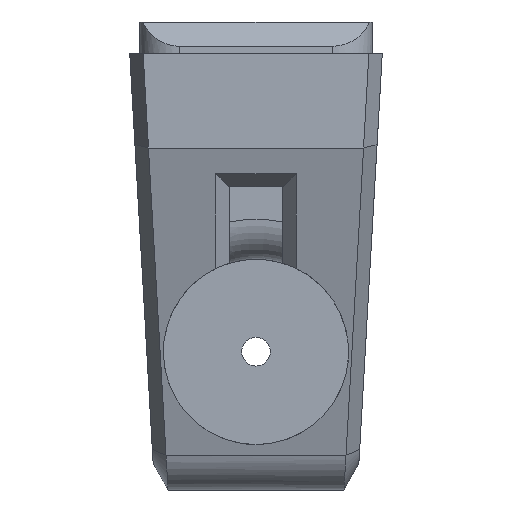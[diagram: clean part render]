
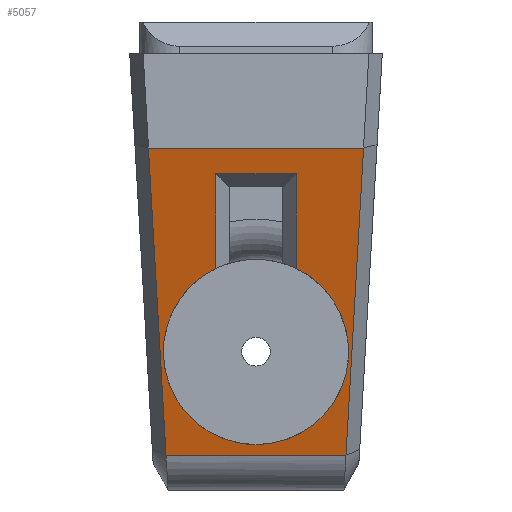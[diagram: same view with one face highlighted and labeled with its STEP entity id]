
A CAD part, front view. The second image highlights one B-rep face of the part: STEP entity #5057.
In plain terms, the highlighted planar face has unit normal (0, -0.966, -0.258).
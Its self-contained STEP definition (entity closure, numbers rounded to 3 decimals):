
#3970=CARTESIAN_POINT('',(-0.,59.895,-84.007));
#3971=VERTEX_POINT('',#3970);
#3980=CARTESIAN_POINT('',(6.05,52.832,-57.593));
#3981=VERTEX_POINT('',#3980);
#3982=CARTESIAN_POINT('',(-0.,59.895,-84.007));
#3983=CARTESIAN_POINT('',(11.076,59.895,-84.007));
#3984=CARTESIAN_POINT('',(13.549,57.008,-73.211));
#3985=CARTESIAN_POINT('',(16.022,54.121,-62.414));
#3986=CARTESIAN_POINT('',(6.05,52.832,-57.593));
#3987=(BOUNDED_CURVE()
B_SPLINE_CURVE(2,(#3982,#3983,#3984,#3985,#3986),.UNSPECIFIED.,.F.,.F.)
B_SPLINE_CURVE_WITH_KNOTS((3,2,3),(180.,257.099,334.199),.UNSPECIFIED.)
CURVE()
GEOMETRIC_REPRESENTATION_ITEM()
RATIONAL_B_SPLINE_CURVE((1.,0.782,1.,0.782,1.))
REPRESENTATION_ITEM(''));
#3988=EDGE_CURVE('',#3971,#3981,#3987,.T.);
#4023=CARTESIAN_POINT('',(-6.05,52.832,-57.593));
#4024=VERTEX_POINT('',#4023);
#4031=CARTESIAN_POINT('',(-6.05,52.832,-57.593));
#4032=CARTESIAN_POINT('',(-16.022,54.121,-62.414));
#4033=CARTESIAN_POINT('',(-13.549,57.008,-73.211));
#4034=CARTESIAN_POINT('',(-11.076,59.895,-84.007));
#4035=CARTESIAN_POINT('',(-0.,59.895,-84.007));
#4036=(BOUNDED_CURVE()
B_SPLINE_CURVE(2,(#4031,#4032,#4033,#4034,#4035),.UNSPECIFIED.,.F.,.F.)
B_SPLINE_CURVE_WITH_KNOTS((3,2,3),(25.801,102.901,180.),.UNSPECIFIED.)
CURVE()
GEOMETRIC_REPRESENTATION_ITEM()
RATIONAL_B_SPLINE_CURVE((1.,0.782,1.,0.782,1.))
REPRESENTATION_ITEM(''));
#4037=EDGE_CURVE('',#4024,#3971,#4036,.T.);
#4976=CARTESIAN_POINT('',(0.,34.935,9.341));
#4977=DIRECTION('',(0.,0.966,0.258));
#4978=DIRECTION('',(0.,-0.258,0.966));
#4979=AXIS2_PLACEMENT_3D('',#4976,#4977,#4978);
#4980=PLANE('',#4979);
#4981=ORIENTED_EDGE('',*,*,#3988,.F.);
#4982=ORIENTED_EDGE('',*,*,#4037,.F.);
#4983=CARTESIAN_POINT('',(-6.05,49.028,-43.368));
#4984=VERTEX_POINT('',#4983);
#4985=CARTESIAN_POINT('',(-6.05,52.832,-57.593));
#4986=DIRECTION('',(0.,-0.258,0.966));
#4987=VECTOR('',#4986,14.725);
#4988=LINE('',#4985,#4987);
#4989=EDGE_CURVE('',#4024,#4984,#4988,.T.);
#4990=ORIENTED_EDGE('',*,*,#4989,.T.);
#4991=CARTESIAN_POINT('',(6.05,49.028,-43.368));
#4992=VERTEX_POINT('',#4991);
#4993=CARTESIAN_POINT('',(-6.05,49.028,-43.368));
#4994=DIRECTION('',(1.,0.,-0.));
#4995=VECTOR('',#4994,12.1);
#4996=LINE('',#4993,#4995);
#4997=EDGE_CURVE('',#4984,#4992,#4996,.T.);
#4998=ORIENTED_EDGE('',*,*,#4997,.T.);
#4999=CARTESIAN_POINT('',(6.05,49.028,-43.368));
#5000=DIRECTION('',(-0.,0.258,-0.966));
#5001=VECTOR('',#5000,14.725);
#5002=LINE('',#4999,#5001);
#5003=EDGE_CURVE('',#4992,#3981,#5002,.T.);
#5004=ORIENTED_EDGE('',*,*,#5003,.T.);
#5005=EDGE_LOOP('',(#4981,#4982,#4990,#4998,#5004));
#5006=FACE_BOUND('',#5005,.T.);
#5007=CARTESIAN_POINT('',(16.128,48.,-39.522));
#5008=VERTEX_POINT('',#5007);
#5009=CARTESIAN_POINT('',(-16.128,48.,-39.522));
#5010=VERTEX_POINT('',#5009);
#5011=CARTESIAN_POINT('',(16.128,48.,-39.522));
#5012=DIRECTION('',(-1.,-0.,0.));
#5013=VECTOR('',#5012,32.256);
#5014=LINE('',#5011,#5013);
#5015=EDGE_CURVE('',#5008,#5010,#5014,.T.);
#5016=ORIENTED_EDGE('',*,*,#5015,.T.);
#5017=CARTESIAN_POINT('',(-16.128,48.,-39.523));
#5018=VERTEX_POINT('',#5017);
#5019=CARTESIAN_POINT('',(-16.128,48.,-39.522));
#5020=DIRECTION('',(-0.074,0.258,-0.963));
#5021=VECTOR('',#5020,0.002);
#5022=LINE('',#5019,#5021);
#5023=EDGE_CURVE('',#5010,#5018,#5022,.T.);
#5024=ORIENTED_EDGE('',*,*,#5023,.T.);
#5025=CARTESIAN_POINT('',(-13.494,60.328,-85.63));
#5026=VERTEX_POINT('',#5025);
#5027=CARTESIAN_POINT('',(-16.128,48.,-39.523));
#5028=DIRECTION('',(0.055,0.258,-0.965));
#5029=VECTOR('',#5028,47.799);
#5030=LINE('',#5027,#5029);
#5031=EDGE_CURVE('',#5018,#5026,#5030,.T.);
#5032=ORIENTED_EDGE('',*,*,#5031,.T.);
#5033=CARTESIAN_POINT('',(13.493,60.328,-85.63));
#5034=VERTEX_POINT('',#5033);
#5035=CARTESIAN_POINT('',(-13.494,60.328,-85.63));
#5036=DIRECTION('',(1.,0.,-0.));
#5037=VECTOR('',#5036,26.986);
#5038=LINE('',#5035,#5037);
#5039=EDGE_CURVE('',#5026,#5034,#5038,.T.);
#5040=ORIENTED_EDGE('',*,*,#5039,.T.);
#5041=CARTESIAN_POINT('',(16.128,48.,-39.523));
#5042=VERTEX_POINT('',#5041);
#5043=CARTESIAN_POINT('',(13.494,60.328,-85.63));
#5044=DIRECTION('',(0.055,-0.258,0.965));
#5045=VECTOR('',#5044,47.799);
#5046=LINE('',#5043,#5045);
#5047=EDGE_CURVE('',#5034,#5042,#5046,.T.);
#5048=ORIENTED_EDGE('',*,*,#5047,.T.);
#5049=CARTESIAN_POINT('',(16.128,48.,-39.523));
#5050=DIRECTION('',(-0.074,-0.258,0.963));
#5051=VECTOR('',#5050,0.002);
#5052=LINE('',#5049,#5051);
#5053=EDGE_CURVE('',#5042,#5008,#5052,.T.);
#5054=ORIENTED_EDGE('',*,*,#5053,.T.);
#5055=EDGE_LOOP('',(#5016,#5024,#5032,#5040,#5048,#5054));
#5056=FACE_BOUND('',#5055,.T.);
#5057=ADVANCED_FACE('',(#5006,#5056),#4980,.F.);
